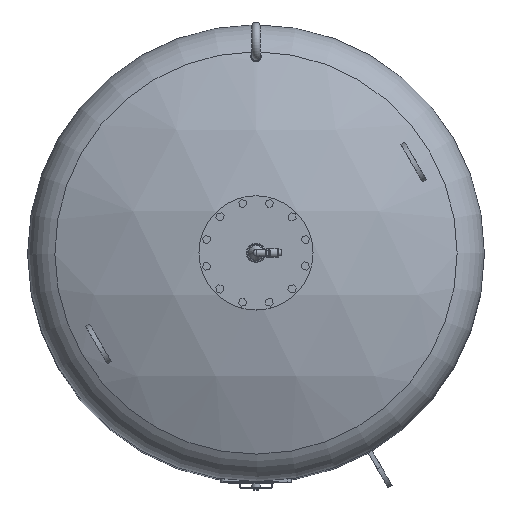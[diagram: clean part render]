
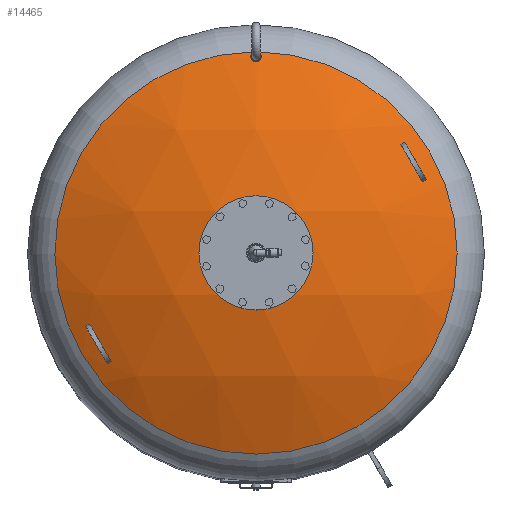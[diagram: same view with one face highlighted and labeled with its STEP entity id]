
A CAD part, top view. The second image highlights one B-rep face of the part: STEP entity #14465.
In plain terms, the highlighted spherical face has radius 1509 mm.
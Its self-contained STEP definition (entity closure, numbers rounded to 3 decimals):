
#33=SPHERICAL_SURFACE('',#15713,1509.);
#62=B_SPLINE_CURVE_WITH_KNOTS('',3,(#23250,#23251,#23252,#23253,#23254,
#23255,#23256,#23257,#23258,#23259,#23260,#23261,#23262,#23263,#23264,#23265,
#23266,#23267,#23268,#23269,#23270,#23271,#23272,#23273,#23274,#23275,#23276,
#23277,#23278,#23279,#23280,#23281,#23282,#23283,#23284,#23285,#23286,#23287,
#23288,#23289,#23290,#23291,#23292,#23293,#23294,#23295,#23296,#23297,#23298,
#23299,#23300,#23301,#23302,#23303,#23304,#23305,#23306,#23307,#23308),
 .UNSPECIFIED.,.F.,.F.,(4,2,2,2,2,2,3,2,2,2,2,2,2,2,2,2,2,2,2,2,2,2,2,2,
2,2,2,2,4),(-20.379,-17.286,-14.127,-10.596,
-7.064,-3.532,0.,3.529,7.058,
10.587,14.116,17.274,20.432,23.59,
26.748,29.906,33.064,36.222,39.38,
42.909,46.438,49.966,53.495,57.027,
60.559,64.091,67.623,70.781,73.874),
 .UNSPECIFIED.);
#4535=FACE_OUTER_BOUND('',#5620,.T.);
#5620=EDGE_LOOP('',(#12203,#12204));
#6466=CIRCLE('',#15714,660.607);
#7439=VERTEX_POINT('',#23240);
#7440=VERTEX_POINT('',#23241);
#9141=EDGE_CURVE('',#7440,#7439,#62,.T.);
#9142=EDGE_CURVE('',#7440,#7439,#6466,.T.);
#12203=ORIENTED_EDGE('',*,*,#9141,.T.);
#12204=ORIENTED_EDGE('',*,*,#9142,.F.);
#14465=ADVANCED_FACE('',(#4535),#33,.T.);
#15713=AXIS2_PLACEMENT_3D('',#23309,#18748,#18749);
#15714=AXIS2_PLACEMENT_3D('',#23310,#18750,#18751);
#18748=DIRECTION('center_axis',(0.,-1.,0.));
#18749=DIRECTION('ref_axis',(-1.,0.,0.));
#18750=DIRECTION('center_axis',(0.,0.,
-1.));
#18751=DIRECTION('ref_axis',(1.,0.,0.));
#23240=CARTESIAN_POINT('',(-6.429,660.575,3337.717));
#23241=CARTESIAN_POINT('',(6.429,660.575,3337.717));
#23250=CARTESIAN_POINT('Ctrl Pts',(6.429,660.575,3337.717));
#23251=CARTESIAN_POINT('Ctrl Pts',(7.422,660.165,3337.911));
#23252=CARTESIAN_POINT('Ctrl Pts',(8.37,659.662,3338.151));
#23253=CARTESIAN_POINT('Ctrl Pts',(10.138,658.502,3338.702));
#23254=CARTESIAN_POINT('Ctrl Pts',(10.954,657.842,3339.015));
#23255=CARTESIAN_POINT('Ctrl Pts',(12.482,656.375,3339.712));
#23256=CARTESIAN_POINT('Ctrl Pts',(13.227,655.501,3340.127));
#23257=CARTESIAN_POINT('Ctrl Pts',(14.531,653.608,3341.025));
#23258=CARTESIAN_POINT('Ctrl Pts',(15.088,652.589,3341.508));
#23259=CARTESIAN_POINT('Ctrl Pts',(15.978,650.471,3342.512));
#23260=CARTESIAN_POINT('Ctrl Pts',(16.312,649.371,3343.033));
#23261=CARTESIAN_POINT('Ctrl Pts',(16.748,647.168,3344.076));
#23262=CARTESIAN_POINT('Ctrl Pts',(16.85,646.064,3344.598));
#23263=CARTESIAN_POINT('Ctrl Pts',(16.85,645.,3345.101));
#23264=CARTESIAN_POINT('Ctrl Pts',(16.85,643.937,3345.604));
#23265=CARTESIAN_POINT('Ctrl Pts',(16.748,642.834,3346.125));
#23266=CARTESIAN_POINT('Ctrl Pts',(16.312,640.631,3347.166));
#23267=CARTESIAN_POINT('Ctrl Pts',(15.979,639.532,3347.684));
#23268=CARTESIAN_POINT('Ctrl Pts',(15.09,637.414,3348.683));
#23269=CARTESIAN_POINT('Ctrl Pts',(14.532,636.394,3349.164));
#23270=CARTESIAN_POINT('Ctrl Pts',(13.23,634.501,3350.056));
#23271=CARTESIAN_POINT('Ctrl Pts',(12.484,633.628,3350.468));
#23272=CARTESIAN_POINT('Ctrl Pts',(10.956,632.159,3351.159));
#23273=CARTESIAN_POINT('Ctrl Pts',(10.14,631.5,3351.47));
#23274=CARTESIAN_POINT('Ctrl Pts',(8.353,630.327,3352.022));
#23275=CARTESIAN_POINT('Ctrl Pts',(7.383,629.814,3352.263));
#23276=CARTESIAN_POINT('Ctrl Pts',(5.351,628.984,3352.653));
#23277=CARTESIAN_POINT('Ctrl Pts',(4.286,628.668,3352.802));
#23278=CARTESIAN_POINT('Ctrl Pts',(2.137,628.25,3352.998));
#23279=CARTESIAN_POINT('Ctrl Pts',(1.053,628.15,3353.045));
#23280=CARTESIAN_POINT('Ctrl Pts',(-1.053,628.15,3353.045));
#23281=CARTESIAN_POINT('Ctrl Pts',(-2.137,628.25,3352.998));
#23282=CARTESIAN_POINT('Ctrl Pts',(-4.286,628.668,3352.802));
#23283=CARTESIAN_POINT('Ctrl Pts',(-5.351,628.984,3352.653));
#23284=CARTESIAN_POINT('Ctrl Pts',(-7.383,629.814,3352.263));
#23285=CARTESIAN_POINT('Ctrl Pts',(-8.353,630.327,3352.022));
#23286=CARTESIAN_POINT('Ctrl Pts',(-10.14,631.5,3351.47));
#23287=CARTESIAN_POINT('Ctrl Pts',(-10.956,632.159,3351.159));
#23288=CARTESIAN_POINT('Ctrl Pts',(-12.484,633.628,3350.468));
#23289=CARTESIAN_POINT('Ctrl Pts',(-13.23,634.501,3350.056));
#23290=CARTESIAN_POINT('Ctrl Pts',(-14.532,636.394,3349.164));
#23291=CARTESIAN_POINT('Ctrl Pts',(-15.09,637.414,3348.683));
#23292=CARTESIAN_POINT('Ctrl Pts',(-15.979,639.532,3347.684));
#23293=CARTESIAN_POINT('Ctrl Pts',(-16.312,640.631,3347.166));
#23294=CARTESIAN_POINT('Ctrl Pts',(-16.748,642.834,3346.125));
#23295=CARTESIAN_POINT('Ctrl Pts',(-16.85,643.937,3345.604));
#23296=CARTESIAN_POINT('Ctrl Pts',(-16.85,646.064,3344.598));
#23297=CARTESIAN_POINT('Ctrl Pts',(-16.748,647.168,3344.076));
#23298=CARTESIAN_POINT('Ctrl Pts',(-16.312,649.371,3343.033));
#23299=CARTESIAN_POINT('Ctrl Pts',(-15.978,650.471,3342.512));
#23300=CARTESIAN_POINT('Ctrl Pts',(-15.088,652.589,3341.508));
#23301=CARTESIAN_POINT('Ctrl Pts',(-14.531,653.608,3341.025));
#23302=CARTESIAN_POINT('Ctrl Pts',(-13.227,655.501,3340.127));
#23303=CARTESIAN_POINT('Ctrl Pts',(-12.482,656.375,3339.712));
#23304=CARTESIAN_POINT('Ctrl Pts',(-10.954,657.842,3339.015));
#23305=CARTESIAN_POINT('Ctrl Pts',(-10.138,658.502,3338.702));
#23306=CARTESIAN_POINT('Ctrl Pts',(-8.37,659.662,3338.151));
#23307=CARTESIAN_POINT('Ctrl Pts',(-7.422,660.165,3337.911));
#23308=CARTESIAN_POINT('Ctrl Pts',(-6.429,660.575,3337.717));
#23309=CARTESIAN_POINT('Origin',(0.,0.,
1981.));
#23310=CARTESIAN_POINT('Origin',(0.,0.,
3337.717));
